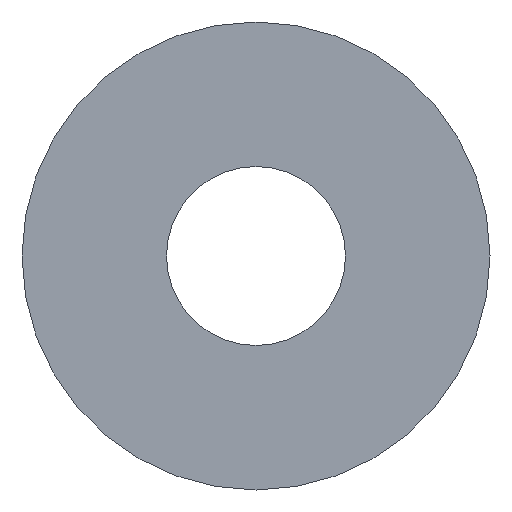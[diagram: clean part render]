
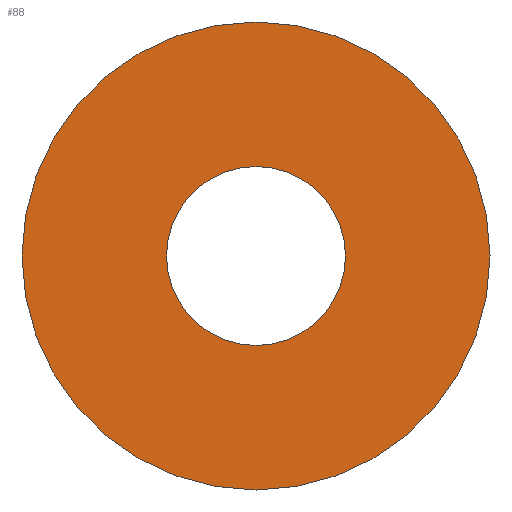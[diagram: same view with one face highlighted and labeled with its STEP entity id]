
A CAD part, left-side view. The second image highlights one B-rep face of the part: STEP entity #88.
In plain terms, the highlighted planar face has unit normal (-1, 0, 0).
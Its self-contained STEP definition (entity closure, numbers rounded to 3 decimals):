
#72 = EDGE_CURVE( '', #112, #164, #184, .T. );
#88 = ADVANCED_FACE( '', ( #203, #204 ), #205, .T. );
#112 = VERTEX_POINT( '', #231 );
#114 = VERTEX_POINT( '', #233 );
#118 = EDGE_CURVE( '', #164, #112, #237, .T. );
#132 = EDGE_CURVE( '', #114, #160, #253, .T. );
#138 = EDGE_CURVE( '', #160, #114, #260, .T. );
#160 = VERTEX_POINT( '', #286 );
#164 = VERTEX_POINT( '', #290 );
#184 = CIRCLE( '', #301, 13. );
#203 = FACE_BOUND( '', #324, .T. );
#204 = FACE_OUTER_BOUND( '', #325, .T. );
#205 = PLANE( '', #326 );
#231 = CARTESIAN_POINT( '', ( -50., -13., 0. ) );
#233 = CARTESIAN_POINT( '', ( -50., 34., 0. ) );
#237 = CIRCLE( '', #364, 13. );
#253 = CIRCLE( '', #384, 34. );
#260 = CIRCLE( '', #394, 34. );
#286 = CARTESIAN_POINT( '', ( -50., -34., 0. ) );
#290 = CARTESIAN_POINT( '', ( -50., 13., 0. ) );
#301 = AXIS2_PLACEMENT_3D( '', #439, #440, #441 );
#324 = EDGE_LOOP( '', ( #465, #466 ) );
#325 = EDGE_LOOP( '', ( #467, #468 ) );
#326 = AXIS2_PLACEMENT_3D( '', #469, #470, #471 );
#364 = AXIS2_PLACEMENT_3D( '', #503, #504, #505 );
#384 = AXIS2_PLACEMENT_3D( '', #531, #532, #533 );
#394 = AXIS2_PLACEMENT_3D( '', #543, #544, #545 );
#439 = CARTESIAN_POINT( '', ( -50., 0., 0. ) );
#440 = DIRECTION( '', ( -1., 0., 0. ) );
#441 = DIRECTION( '', ( 0., 1., 0. ) );
#465 = ORIENTED_EDGE( '', *, *, #118, .F. );
#466 = ORIENTED_EDGE( '', *, *, #72, .F. );
#467 = ORIENTED_EDGE( '', *, *, #132, .T. );
#468 = ORIENTED_EDGE( '', *, *, #138, .T. );
#469 = CARTESIAN_POINT( '', ( -50., 23.5, 0. ) );
#470 = DIRECTION( '', ( -1., 0., 0. ) );
#471 = DIRECTION( '', ( 0., 1., 0. ) );
#503 = CARTESIAN_POINT( '', ( -50., 0., 0. ) );
#504 = DIRECTION( '', ( -1., 0., 0. ) );
#505 = DIRECTION( '', ( 0., 1., 0. ) );
#531 = CARTESIAN_POINT( '', ( -50., 0., 0. ) );
#532 = DIRECTION( '', ( -1., 0., 0. ) );
#533 = DIRECTION( '', ( 0., 1., 0. ) );
#543 = CARTESIAN_POINT( '', ( -50., 0., 0. ) );
#544 = DIRECTION( '', ( -1., 0., 0. ) );
#545 = DIRECTION( '', ( 0., 1., 0. ) );
